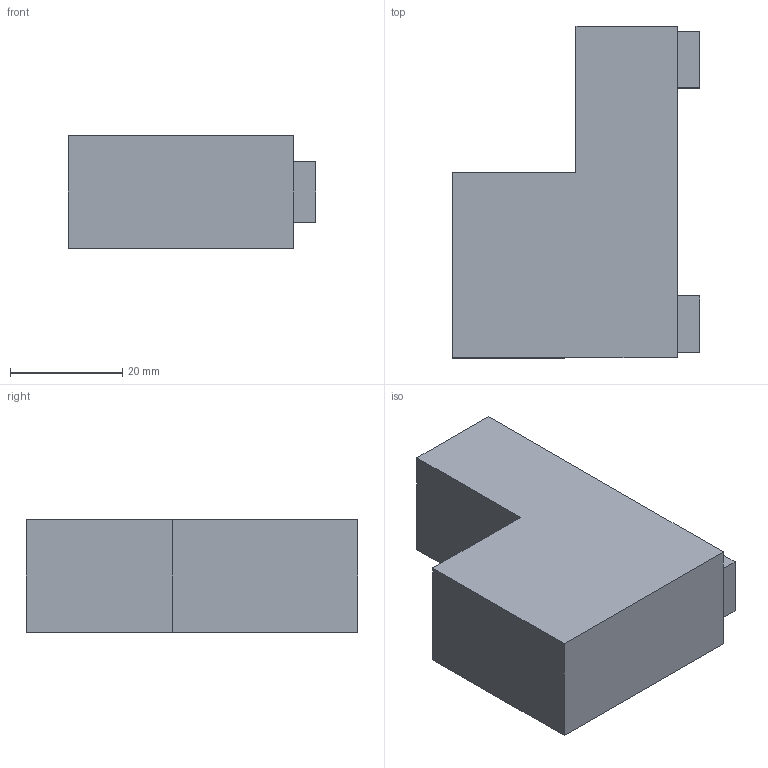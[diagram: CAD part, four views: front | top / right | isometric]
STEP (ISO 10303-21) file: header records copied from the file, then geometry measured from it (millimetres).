
FILE_DESCRIPTION (( 'STEP AP214' ), '1' );
FILE_NAME ('relay.STEP', '2019-04-20T00:06:00', ( '' ), ( '' ), 'SwSTEP 2.0', 'SolidWorks 2017', '' );
FILE_SCHEMA (( 'AUTOMOTIVE_DESIGN' ));
Length unit declared in the file: millimetre
Products named in the file (1): relay
Bounding box: 44 x 59 x 20 mm (x, y, z)
Volume: 36614.4 mm3; surface area: 7866.9 mm2
Topology: 1 solids, 1 shells, 18 faces, 42 edges, 28 vertices
Faces by surface type: plane 18
Entity records: 738 total; most frequent: CARTESIAN_POINT 89, ORIENTED_EDGE 84, DIRECTION 80, EDGE_CURVE 42, LINE 42, VECTOR 42, VERTEX_POINT 28, UNCERTAINTY_MEASURE_WITH_UNIT 21
